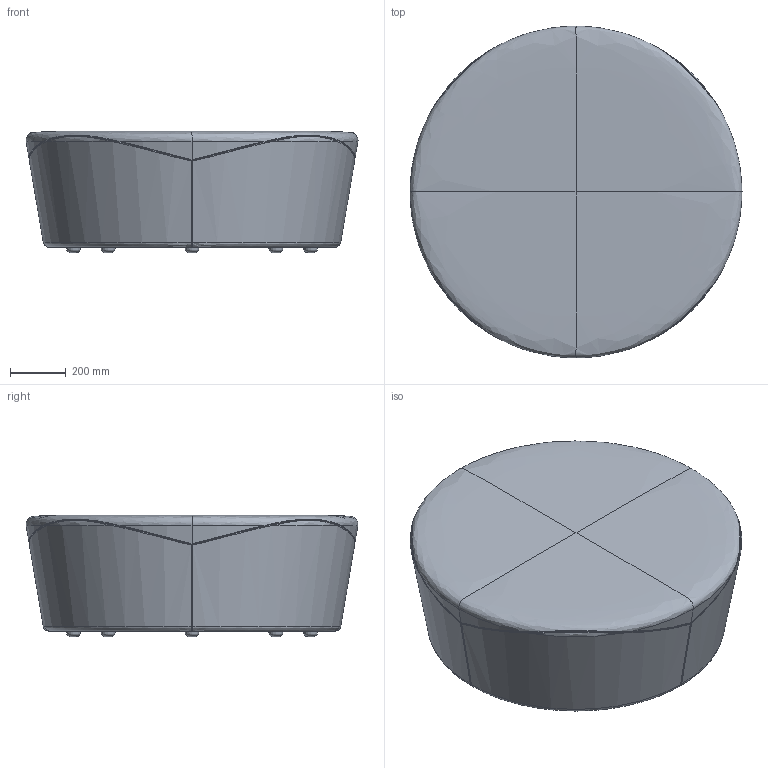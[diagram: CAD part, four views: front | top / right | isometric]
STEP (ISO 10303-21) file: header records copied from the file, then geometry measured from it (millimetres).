
FILE_DESCRIPTION(/* description */ (''),/* implementation_level */ '2;1');
FILE_NAME(/* name */ 'Stones SE7771',/* time_stamp */ '2019-12-13T23:02:26+01:00',/* author */ (''),/* organization */ (''),/* preprocessor_version */ 'ST-DEVELOPER v16.5',/* originating_system */ '',/* authorisation */ '');
FILE_SCHEMA (('AUTOMOTIVE_DESIGN'));
Length unit declared in the file: millimetre
Products named in the file (1): Document
Bounding box: 1189.96 x 1189.92 x 435 mm (x, y, z)
Surface area: 3452451.4 mm2 (no closed solid volume)
Topology: 0 solids, 14 shells, 57 faces, 152 edges, 100 vertices
Faces by surface type: bspline 56, plane 1
Entity records: 4216 total; most frequent: CARTESIAN_POINT 3309, ORIENTED_EDGE 229, EDGE_CURVE 137, B_SPLINE_CURVE_WITH_KNOTS 99, VERTEX_POINT 94, ADVANCED_FACE 57, FACE_OUTER_BOUND 57, EDGE_LOOP 57
